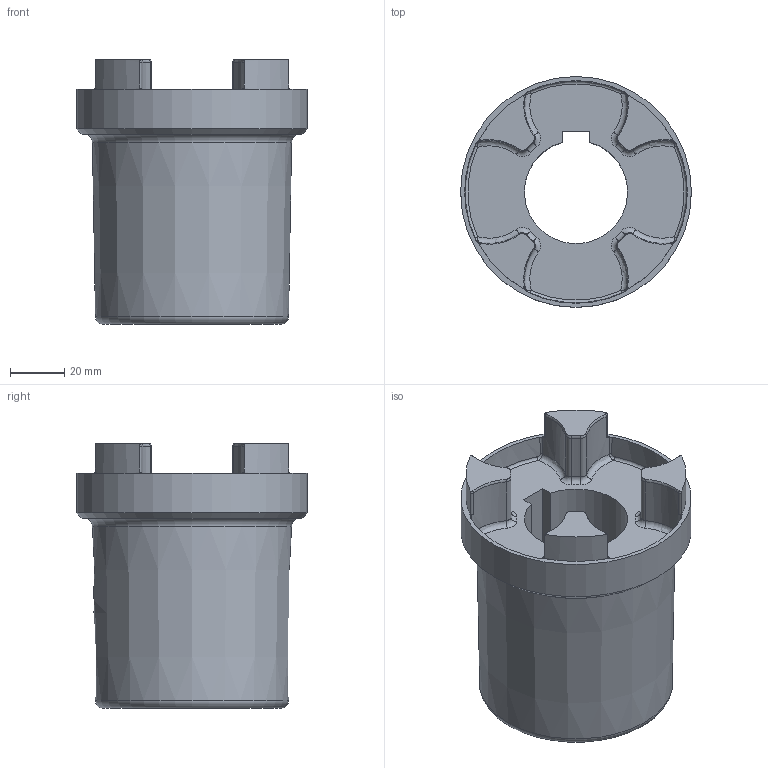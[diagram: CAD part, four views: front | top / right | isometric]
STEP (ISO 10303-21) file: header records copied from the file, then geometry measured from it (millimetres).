
FILE_DESCRIPTION(/* description */ (''),/* implementation_level */ '2;1');
FILE_NAME(/* name */ 'SGEA31M06077FG.stp',/* time_stamp */ '2020-03-27T11:51:44+01:00',/* author */ ('cad16'),/* organization */ (''),/* preprocessor_version */ 'ST-DEVELOPER v17.2',/* originating_system */ 'Autodesk Inventor 2019',/* authorisation */ '');
FILE_SCHEMA (('AUTOMOTIVE_DESIGN { 1 0 10303 214 3 1 1 }'));
Length unit declared in the file: millimetre
Products named in the file (1): SGEA31M06077FG
Bounding box: 85 x 85 x 97.5 mm (x, y, z)
Volume: 257747 mm3; surface area: 43679.2 mm2
Topology: 1 solids, 1 shells, 131 faces, 328 edges, 201 vertices
Faces by surface type: torus 38, cylinder 35, bspline 24, plane 19, sphere 8, cone 7
Full cylindrical faces by diameter (mm): 6.647 x1, 85 x1
Entity records: 4779 total; most frequent: CARTESIAN_POINT 1637, DIRECTION 682, ORIENTED_EDGE 656, EDGE_CURVE 328, AXIS2_PLACEMENT_3D 314, CIRCLE 206, VERTEX_POINT 201, EDGE_LOOP 137
